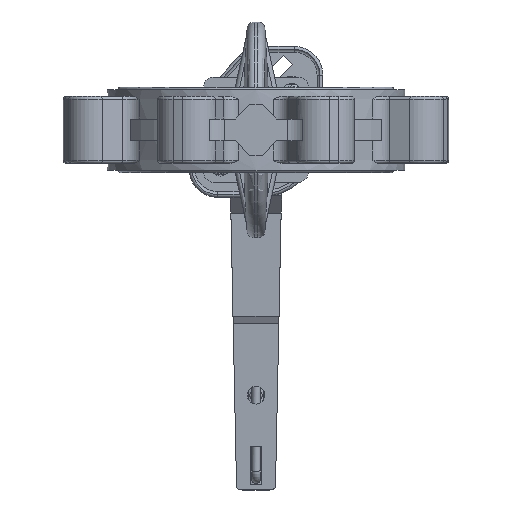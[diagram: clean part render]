
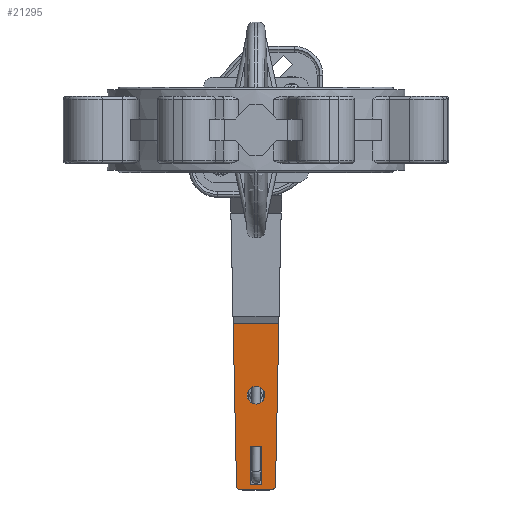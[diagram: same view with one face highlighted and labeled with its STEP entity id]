
A CAD part, front view. The second image highlights one B-rep face of the part: STEP entity #21295.
In plain terms, the highlighted planar face has unit normal (0, -0.999, -0.046).
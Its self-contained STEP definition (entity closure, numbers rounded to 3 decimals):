
#18468=CARTESIAN_POINT('',(-11.541,245.,-250.));
#18469=VERTEX_POINT('',#18468);
#18470=CARTESIAN_POINT('',(-13.541,244.911,-248.041));
#18471=VERTEX_POINT('',#18470);
#18472=CARTESIAN_POINT('',(-11.541,244.909,-248.));
#18473=DIRECTION('',(0.0,0.999,0.046));
#18474=DIRECTION('',(0.,0.046,-0.999));
#18475=AXIS2_PLACEMENT_3D('',#18472,#18473,#18474);
#18476=ELLIPSE('',#18475,2.002,2.0);
#18477=EDGE_CURVE('',#18469,#18471,#18476,.T.);
#18606=CARTESIAN_POINT('',(-4.,243.63,-220.));
#18607=VERTEX_POINT('',#18606);
#18614=CARTESIAN_POINT('',(-4.,244.863,-247.0));
#18615=VERTEX_POINT('',#18614);
#18616=CARTESIAN_POINT('',(-4.,244.863,-247.0));
#18617=DIRECTION('',(0.0,-0.046,0.999));
#18618=VECTOR('',#18617,27.028);
#18619=LINE('',#18616,#18618);
#18620=EDGE_CURVE('',#18615,#18607,#18619,.T.);
#18751=CARTESIAN_POINT('',(-15.883,239.747,-135.));
#18752=VERTEX_POINT('',#18751);
#18753=CARTESIAN_POINT('',(-15.883,239.747,-135.));
#18754=DIRECTION('',(0.021,0.046,-0.999));
#18755=VECTOR('',#18754,113.184);
#18756=LINE('',#18753,#18755);
#18757=EDGE_CURVE('',#18752,#18471,#18756,.T.);
#18807=CARTESIAN_POINT('',(13.541,244.911,-248.041));
#18808=VERTEX_POINT('',#18807);
#18809=CARTESIAN_POINT('',(11.541,245.,-250.));
#18810=VERTEX_POINT('',#18809);
#18811=CARTESIAN_POINT('',(11.541,244.909,-248.));
#18812=DIRECTION('',(0.0,0.999,0.046));
#18813=DIRECTION('',(0.,0.046,-0.999));
#18814=AXIS2_PLACEMENT_3D('',#18811,#18812,#18813);
#18815=ELLIPSE('',#18814,2.002,2.0);
#18816=EDGE_CURVE('',#18808,#18810,#18815,.T.);
#18969=CARTESIAN_POINT('',(15.883,239.747,-135.));
#18970=VERTEX_POINT('',#18969);
#18977=CARTESIAN_POINT('',(13.541,244.911,-248.041));
#18978=DIRECTION('',(0.021,-0.046,0.999));
#18979=VECTOR('',#18978,113.184);
#18980=LINE('',#18977,#18979);
#18981=EDGE_CURVE('',#18808,#18970,#18980,.T.);
#19026=CARTESIAN_POINT('',(4.,244.863,-247.0));
#19027=VERTEX_POINT('',#19026);
#19034=CARTESIAN_POINT('',(4.,243.63,-220.));
#19035=VERTEX_POINT('',#19034);
#19036=CARTESIAN_POINT('',(4.,243.63,-220.));
#19037=DIRECTION('',(0.0,0.046,-0.999));
#19038=VECTOR('',#19037,27.028);
#19039=LINE('',#19036,#19038);
#19040=EDGE_CURVE('',#19035,#19027,#19039,.T.);
#19232=CARTESIAN_POINT('',(4.,244.863,-247.0));
#19233=DIRECTION('',(-1.0,0.0,0.0));
#19234=VECTOR('',#19233,8.0);
#19235=LINE('',#19232,#19234);
#19236=EDGE_CURVE('',#19027,#18615,#19235,.T.);
#19362=CARTESIAN_POINT('',(0.,242.294,-190.75));
#19363=VERTEX_POINT('',#19362);
#19364=CARTESIAN_POINT('',(0.,242.008,-184.5));
#19365=DIRECTION('',(0.0,0.999,0.046));
#19366=DIRECTION('',(0.0,-0.046,0.999));
#19367=AXIS2_PLACEMENT_3D('',#19364,#19365,#19366);
#19368=ELLIPSE('',#19367,6.257,6.25);
#19369=EDGE_CURVE('',#19363,#19363,#19368,.T.);
#19413=CARTESIAN_POINT('',(-4.,243.63,-220.));
#19414=DIRECTION('',(1.0,0.0,0.0));
#19415=VECTOR('',#19414,8.0);
#19416=LINE('',#19413,#19415);
#19417=EDGE_CURVE('',#18607,#19035,#19416,.T.);
#20610=CARTESIAN_POINT('',(-11.541,245.,-250.));
#20611=DIRECTION('',(1.0,0.0,0.0));
#20612=VECTOR('',#20611,23.082);
#20613=LINE('',#20610,#20612);
#20614=EDGE_CURVE('',#18469,#18810,#20613,.T.);
#21268=CARTESIAN_POINT('',(0.,245.,-250.));
#21269=DIRECTION('',(0.0,-0.999,-0.046));
#21270=DIRECTION('',(-1.0,0.0,0.0));
#21271=AXIS2_PLACEMENT_3D('',#21268,#21269,#21270);
#21272=PLANE('',#21271);
#21273=ORIENTED_EDGE('',*,*,#18477,.F.);
#21274=ORIENTED_EDGE('',*,*,#20614,.T.);
#21275=ORIENTED_EDGE('',*,*,#18816,.F.);
#21276=ORIENTED_EDGE('',*,*,#18981,.T.);
#21277=CARTESIAN_POINT('',(-15.883,239.747,-135.));
#21278=DIRECTION('',(1.0,0.0,0.0));
#21279=VECTOR('',#21278,31.767);
#21280=LINE('',#21277,#21279);
#21281=EDGE_CURVE('',#18752,#18970,#21280,.T.);
#21282=ORIENTED_EDGE('',*,*,#21281,.F.);
#21283=ORIENTED_EDGE('',*,*,#18757,.T.);
#21284=EDGE_LOOP('',(#21273,#21274,#21275,#21276,#21282,#21283));
#21285=FACE_OUTER_BOUND('',#21284,.T.);
#21286=ORIENTED_EDGE('',*,*,#19236,.T.);
#21287=ORIENTED_EDGE('',*,*,#18620,.T.);
#21288=ORIENTED_EDGE('',*,*,#19417,.T.);
#21289=ORIENTED_EDGE('',*,*,#19040,.T.);
#21290=EDGE_LOOP('',(#21286,#21287,#21288,#21289));
#21291=FACE_BOUND('',#21290,.T.);
#21292=ORIENTED_EDGE('',*,*,#19369,.T.);
#21293=EDGE_LOOP('',(#21292));
#21294=FACE_BOUND('',#21293,.T.);
#21295=ADVANCED_FACE('',(#21285,#21291,#21294),#21272,.T.);
